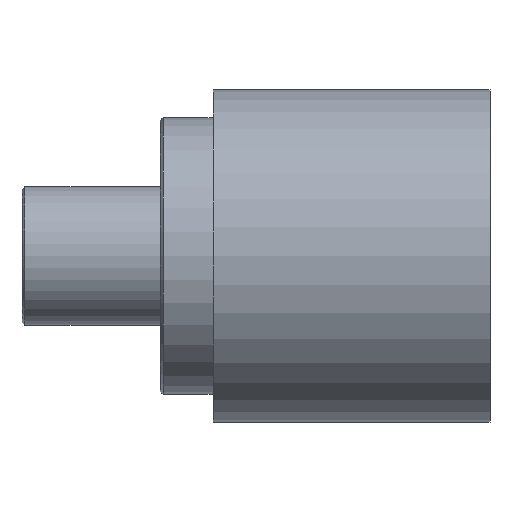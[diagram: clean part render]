
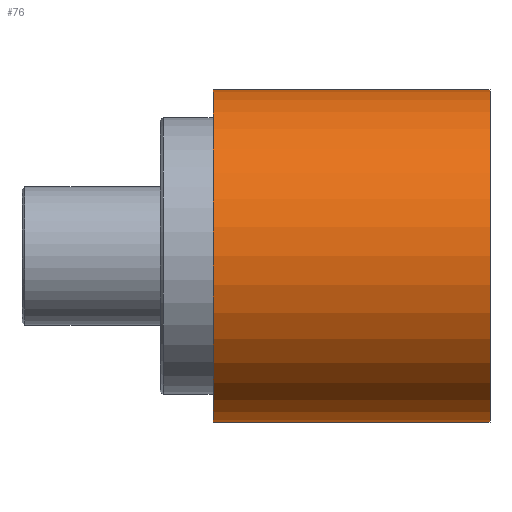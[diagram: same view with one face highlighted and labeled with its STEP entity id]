
A CAD part, top view. The second image highlights one B-rep face of the part: STEP entity #76.
In plain terms, the highlighted cylindrical face has radius 6 mm (diameter 12 mm), a partial arc.
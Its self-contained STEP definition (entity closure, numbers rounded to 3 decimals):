
#47=CYLINDRICAL_SURFACE('',#206,6.);
#51=LINE('',#298,#57);
#52=LINE('',#299,#58);
#57=VECTOR('',#241,1.);
#58=VECTOR('',#242,1.);
#65=FACE_OUTER_BOUND('',#101,.T.);
#76=ADVANCED_FACE('CORPS PRINCIPAL',(#65),#47,.T.);
#101=EDGE_LOOP('',(#123,#124,#125,#126));
#123=ORIENTED_EDGE('',*,*,#165,.T.);
#124=ORIENTED_EDGE('',*,*,#171,.F.);
#125=ORIENTED_EDGE('',*,*,#168,.F.);
#126=ORIENTED_EDGE('',*,*,#170,.T.);
#151=VERTEX_POINT('',#285);
#152=VERTEX_POINT('',#286);
#155=VERTEX_POINT('',#294);
#156=VERTEX_POINT('',#295);
#165=EDGE_CURVE('GENERATED CIRCLE',#152,#151,#184,.T.);
#168=EDGE_CURVE('GENERATED CIRCLE',#155,#156,#187,.T.);
#170=EDGE_CURVE('LINE',#155,#152,#51,.T.);
#171=EDGE_CURVE('LINE',#156,#151,#52,.T.);
#184=CIRCLE('',#198,6.);
#187=CIRCLE('',#202,6.);
#198=AXIS2_PLACEMENT_3D('',#287,#227,#228);
#202=AXIS2_PLACEMENT_3D('',#293,#235,#236);
#206=AXIS2_PLACEMENT_3D('',#301,#245,#246);
#227=DIRECTION('',(1.,0.,0.));
#228=DIRECTION('',(0.,0.,-1.));
#235=DIRECTION('',(1.,0.,0.));
#236=DIRECTION('',(0.,0.,-1.));
#241=DIRECTION('',(-1.,0.,0.));
#242=DIRECTION('',(-1.,0.,0.));
#245=DIRECTION('',(1.,0.,0.));
#246=DIRECTION('',(0.,-1.,0.));
#285=CARTESIAN_POINT('',(1.9,-6.,0.));
#286=CARTESIAN_POINT('',(1.9,6.,0.));
#287=CARTESIAN_POINT('',(1.9,0.,0.));
#293=CARTESIAN_POINT('',(11.9,0.,0.));
#294=CARTESIAN_POINT('',(11.9,6.,0.));
#295=CARTESIAN_POINT('',(11.9,-6.,0.));
#298=CARTESIAN_POINT('',(6.95,6.,0.));
#299=CARTESIAN_POINT('',(6.95,-6.,0.));
#301=CARTESIAN_POINT('',(6.95,0.,0.));
